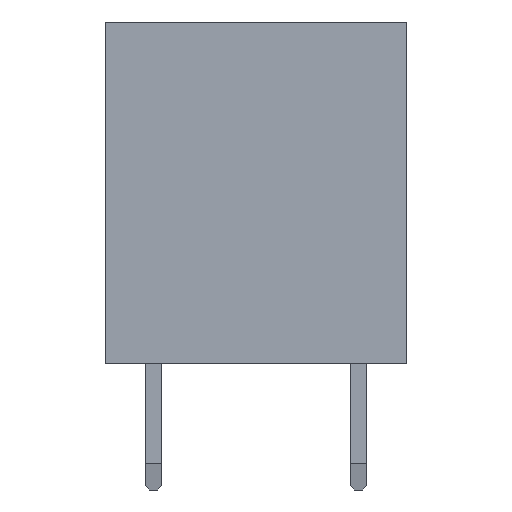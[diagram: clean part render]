
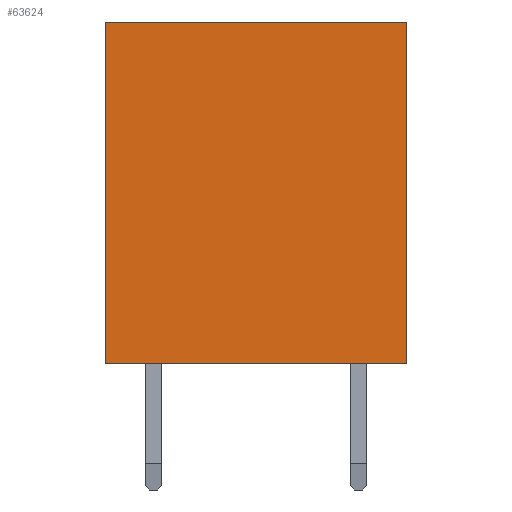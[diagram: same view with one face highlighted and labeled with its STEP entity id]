
A CAD part, left-side view. The second image highlights one B-rep face of the part: STEP entity #63624.
In plain terms, the highlighted planar face has unit normal (-1, 0, 0).
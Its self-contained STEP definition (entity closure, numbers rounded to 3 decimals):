
#35=CARTESIAN_POINT('',(3.685,-3.75,0.));
#36=VERTEX_POINT('',#35);
#53=CARTESIAN_POINT('',(3.685,-3.75,8.5));
#54=VERTEX_POINT('',#53);
#61=CARTESIAN_POINT('',(3.685,-3.75,8.5));
#62=DIRECTION('',(0.,0.,-1.));
#63=VECTOR('',#62,8.5);
#64=LINE('',#61,#63);
#65=EDGE_CURVE('',#54,#36,#64,.T.);
#84=CARTESIAN_POINT('',(3.685,3.75,8.5));
#85=VERTEX_POINT('',#84);
#92=CARTESIAN_POINT('',(3.685,3.75,8.5));
#93=DIRECTION('',(0.,-1.,0.));
#94=VECTOR('',#93,7.5);
#95=LINE('',#92,#94);
#96=EDGE_CURVE('',#85,#54,#95,.T.);
#1228=CARTESIAN_POINT('',(3.685,3.75,0.));
#1229=VERTEX_POINT('',#1228);
#1238=CARTESIAN_POINT('',(3.685,3.75,0.));
#1239=DIRECTION('',(0.,0.,1.));
#1240=VECTOR('',#1239,8.5);
#1241=LINE('',#1238,#1240);
#1242=EDGE_CURVE('',#1229,#85,#1241,.T.);
#63608=CARTESIAN_POINT('',(3.685,0.,4.25));
#63609=DIRECTION('',(0.,-1.,0.));
#63610=DIRECTION('',(-1.,0.,0.));
#63611=AXIS2_PLACEMENT_3D('',#63608,#63610,#63609);
#63612=PLANE('',#63611);
#63613=ORIENTED_EDGE('',*,*,#96,.F.);
#63614=ORIENTED_EDGE('',*,*,#1242,.F.);
#63615=CARTESIAN_POINT('',(3.685,-3.75,0.));
#63616=DIRECTION('',(0.,1.,0.));
#63617=VECTOR('',#63616,7.5);
#63618=LINE('',#63615,#63617);
#63619=EDGE_CURVE('',#36,#1229,#63618,.T.);
#63620=ORIENTED_EDGE('',*,*,#63619,.F.);
#63621=ORIENTED_EDGE('',*,*,#65,.F.);
#63622=EDGE_LOOP('',(#63613,#63614,#63620,#63621));
#63623=FACE_OUTER_BOUND('',#63622,.T.);
#63624=ADVANCED_FACE('',(#63623),#63612,.T.);
